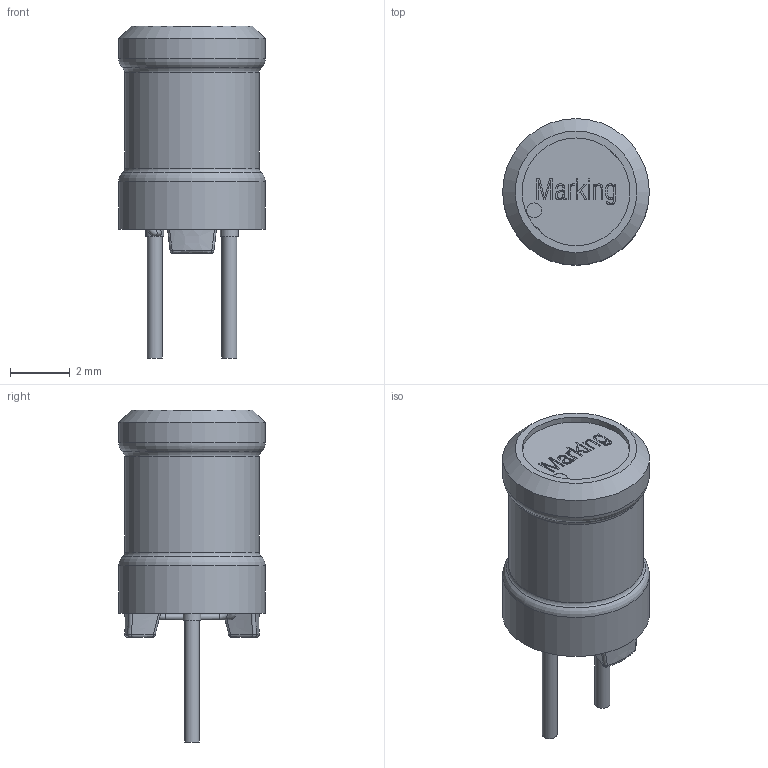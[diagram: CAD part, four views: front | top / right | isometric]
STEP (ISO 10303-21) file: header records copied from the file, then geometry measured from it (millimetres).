
FILE_DESCRIPTION( ( 'Unknown' ), '1' );
FILE_NAME( '7447462xx.stp', 'Unknown', ( 'Unknown' ), ( 'Unknown' ), 'PSStep 13.0', 'Unknown', ' ' );
FILE_SCHEMA( ( 'AUTOMOTIVE_DESIGN { 1 0 10303 214 1 1 1 1 }' ) );
Length unit declared in the file: millimetre
Products named in the file (3): Assem1; WE-TI_XS; Schirm
Bounding box: 4.9 x 4.9 x 11.1 mm (x, y, z)
Volume: 174 mm3; surface area: 1054.2 mm2
Topology: 4 solids, 4 shells, 434 faces, 1058 edges, 652 vertices
Faces by surface type: plane 182, cylinder 86, bspline 70, torus 48, extrusion 24, sphere 16, cone 8
Full cylindrical faces by diameter (mm): 0.2 x12, 0.5 x6, 0.6 x4, 2.2 x2, 3.6 x2, 4.1 x2, 4.5 x6, 4.9 x4
Entity records: 11953 total; most frequent: CARTESIAN_POINT 5831, ORIENTED_EDGE 948, DIRECTION 718, EDGE_CURVE 474, VERTEX_POINT 322, AXIS2_PLACEMENT_3D 293, EDGE_LOOP 282, FACE_OUTER_BOUND 258
